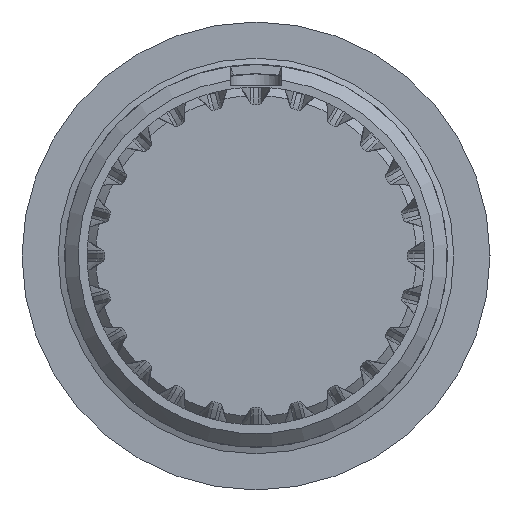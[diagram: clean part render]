
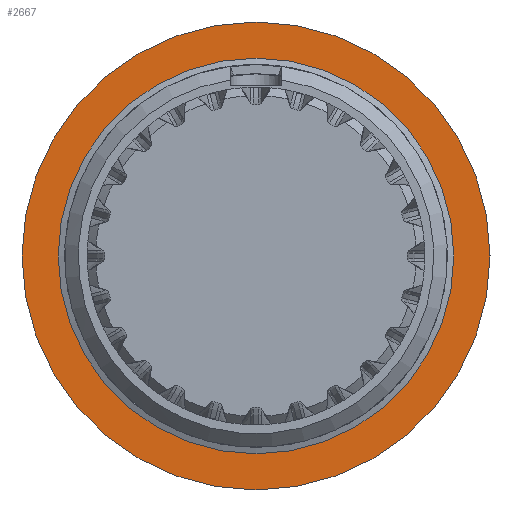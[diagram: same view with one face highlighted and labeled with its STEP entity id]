
A CAD part, left-side view. The second image highlights one B-rep face of the part: STEP entity #2667.
In plain terms, the highlighted planar face has unit normal (-1, 0, 0).
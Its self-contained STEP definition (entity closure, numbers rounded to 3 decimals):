
#2667=ADVANCED_FACE('',(#5027,#5029),#5031,.T.);
#5027=FACE_BOUND('',#5028,.T.);
#5028=EDGE_LOOP('',(#8746));
#5029=FACE_BOUND('',#5030,.T.);
#5030=EDGE_LOOP('',(#8747));
#5031=PLANE('',#5032);
#5032=AXIS2_PLACEMENT_3D('',#5033,#5034,#5035);
#5033=CARTESIAN_POINT('',(319.,0.,0.));
#5034=DIRECTION('',(-1.,-0.,-0.));
#5035=DIRECTION('',(0.,1.,0.));
#8746=ORIENTED_EDGE('',*,*,#9618,.F.);
#8747=ORIENTED_EDGE('',*,*,#9617,.F.);
#9617=EDGE_CURVE('',#10898,#10898,#10899,.T.);
#9618=EDGE_CURVE('',#10900,#10900,#10901,.T.);
#10898=VERTEX_POINT('',#18916);
#10899=CIRCLE('',#18917,23.25);
#10900=VERTEX_POINT('',#18921);
#10901=CIRCLE('',#18922,27.5);
#18916=CARTESIAN_POINT('',(319.,-23.25,0.));
#18917=AXIS2_PLACEMENT_3D('',#18918,#18919,#18920);
#18918=CARTESIAN_POINT('',(319.,0.,0.));
#18919=DIRECTION('',(-1.,-0.,-0.));
#18920=DIRECTION('',(0.,-1.,-0.));
#18921=CARTESIAN_POINT('',(319.,27.5,0.));
#18922=AXIS2_PLACEMENT_3D('',#18923,#18924,#18925);
#18923=CARTESIAN_POINT('',(319.,0.,0.));
#18924=DIRECTION('',(1.,0.,0.));
#18925=DIRECTION('',(0.,1.,0.));
